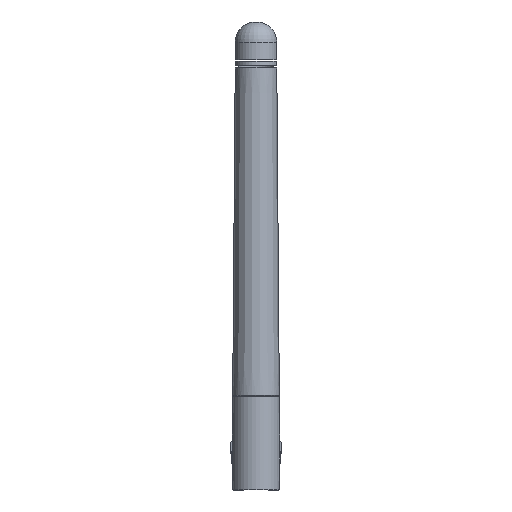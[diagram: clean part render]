
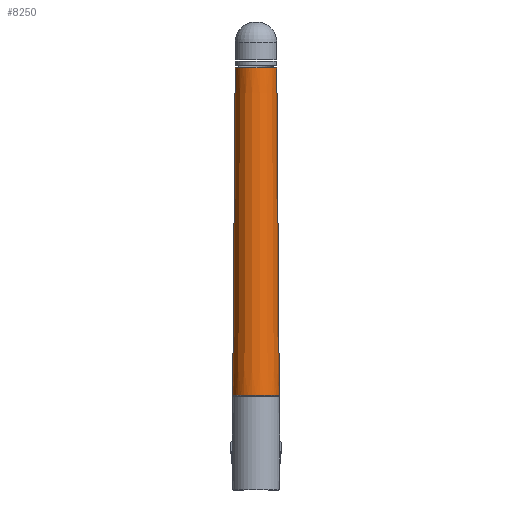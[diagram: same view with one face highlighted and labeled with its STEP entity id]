
A CAD part, top view. The second image highlights one B-rep face of the part: STEP entity #8250.
In plain terms, the highlighted conical face has half-angle 0.44 degrees and reference radius 3.9 mm.
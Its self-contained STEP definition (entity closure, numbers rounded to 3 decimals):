
#18 = FACE_OUTER_BOUND ( 'NONE', #1217, .T. ) ;
#177 = VERTEX_POINT ( 'NONE', #8499 ) ;
#498 = CARTESIAN_POINT ( 'NONE',  ( 74., -77.01, -3.067 ) ) ;
#519 = DIRECTION ( 'NONE',  ( 0.008, -1., 0. ) ) ;
#799 = CIRCLE ( 'NONE', #7072, 3.9 ) ;
#1217 = EDGE_LOOP ( 'NONE', ( #3473, #4549, #4179, #3455 ) ) ;
#1219 = DIRECTION ( 'NONE',  ( -1., 0., 0. ) ) ;
#1799 = DIRECTION ( 'NONE',  ( 0., -1., 0. ) ) ;
#1867 = CARTESIAN_POINT ( 'NONE',  ( 74., -15.67, -3.067 ) ) ;
#1875 = CARTESIAN_POINT ( 'NONE',  ( 77.9, -15.67, -3.067 ) ) ;
#2437 = CARTESIAN_POINT ( 'NONE',  ( 70.1, -15.67, -3.067 ) ) ;
#2544 = DIRECTION ( 'NONE',  ( 0., -1., 0. ) ) ;
#2589 = LINE ( 'NONE', #4020, #4181 ) ;
#2761 = CARTESIAN_POINT ( 'NONE',  ( 70.1, -15.67, -3.067 ) ) ;
#2975 = EDGE_CURVE ( 'NONE', #8639, #6344, #799, .T. ) ;
#3455 = ORIENTED_EDGE ( 'NONE', *, *, #6506, .T. ) ;
#3473 = ORIENTED_EDGE ( 'NONE', *, *, #5418, .F. ) ;
#3488 = AXIS2_PLACEMENT_3D ( 'NONE', #1867, #2544, #4002 ) ;
#3662 = CONICAL_SURFACE ( 'NONE', #3488, 3.9, 0.008 ) ;
#3853 = CARTESIAN_POINT ( 'NONE',  ( 69.629, -77.01, -3.067 ) ) ;
#3913 = AXIS2_PLACEMENT_3D ( 'NONE', #498, #1799, #1219 ) ;
#3957 = DIRECTION ( 'NONE',  ( 0., 1., 0. ) ) ;
#4002 = DIRECTION ( 'NONE',  ( -1., 0., 0. ) ) ;
#4020 = CARTESIAN_POINT ( 'NONE',  ( 77.9, -15.67, -3.067 ) ) ;
#4179 = ORIENTED_EDGE ( 'NONE', *, *, #2975, .F. ) ;
#4181 = VECTOR ( 'NONE', #519, 1000. ) ;
#4549 = ORIENTED_EDGE ( 'NONE', *, *, #8683, .F. ) ;
#5237 = DIRECTION ( 'NONE',  ( -1., 0., 0. ) ) ;
#5336 = VECTOR ( 'NONE', #6229, 1000. ) ;
#5418 = EDGE_CURVE ( 'NONE', #177, #6276, #6897, .T. ) ;
#6100 = LINE ( 'NONE', #2761, #5336 ) ;
#6229 = DIRECTION ( 'NONE',  ( -0.008, -1., 0. ) ) ;
#6276 = VERTEX_POINT ( 'NONE', #3853 ) ;
#6344 = VERTEX_POINT ( 'NONE', #1875 ) ;
#6506 = EDGE_CURVE ( 'NONE', #8639, #6276, #6100, .T. ) ;
#6897 = CIRCLE ( 'NONE', #3913, 4.371 ) ;
#7072 = AXIS2_PLACEMENT_3D ( 'NONE', #7308, #3957, #5237 ) ;
#7308 = CARTESIAN_POINT ( 'NONE',  ( 74., -15.67, -3.067 ) ) ;
#8250 = ADVANCED_FACE ( 'NONE', ( #18 ), #3662, .T. ) ;
#8499 = CARTESIAN_POINT ( 'NONE',  ( 78.371, -77.01, -3.067 ) ) ;
#8639 = VERTEX_POINT ( 'NONE', #2437 ) ;
#8683 = EDGE_CURVE ( 'NONE', #6344, #177, #2589, .T. ) ;
